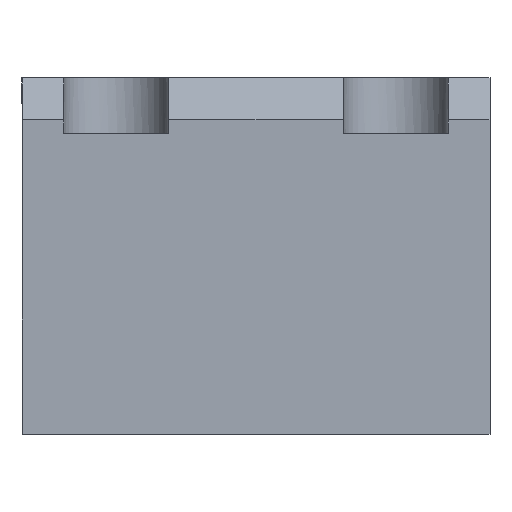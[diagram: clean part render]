
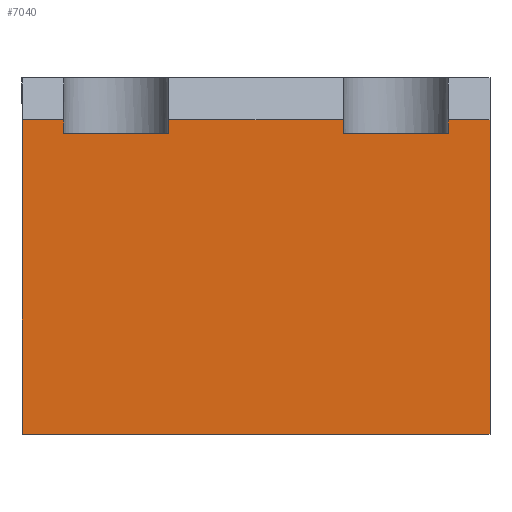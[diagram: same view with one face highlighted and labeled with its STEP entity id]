
A CAD part, front view. The second image highlights one B-rep face of the part: STEP entity #7040.
In plain terms, the highlighted free-form (B-spline) face has degree [1, 1] with [2, 2] control points.
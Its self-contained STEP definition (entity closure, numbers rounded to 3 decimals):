
#6130 = CARTESIAN_POINT ('', (21., 0., 45.));
#6140 = VERTEX_POINT ('', #6130);
#6150 = CARTESIAN_POINT ('', (21., 0., 43.));
#6160 = VERTEX_POINT ('', #6150);
#6170 = CARTESIAN_POINT ('', (21., 0., 45.));
#6180 = CARTESIAN_POINT ('', (21., 0., 43.));
#6190 = B_SPLINE_CURVE_WITH_KNOTS ('', 1, (#6170, #6180), .UNSPECIFIED., .F., .U., (2, 2), (0., 1.), .UNSPECIFIED.);
#6200 = EDGE_CURVE ('', #6140, #6160, #6190, .T.);
#6210 = ORIENTED_EDGE ('', *, *, #6200, .T.);
#6220 = CARTESIAN_POINT ('', (6., 0., 43.));
#6230 = VERTEX_POINT ('', #6220);
#6240 = CARTESIAN_POINT ('', (21., 0., 43.));
#6250 = CARTESIAN_POINT ('', (6., 0., 43.));
#6260 = B_SPLINE_CURVE_WITH_KNOTS ('', 1, (#6240, #6250), .UNSPECIFIED., .F., .U., (2, 2), (0., 1.), .UNSPECIFIED.);
#6270 = EDGE_CURVE ('', #6160, #6230, #6260, .T.);
#6280 = ORIENTED_EDGE ('', *, *, #6270, .T.);
#6290 = CARTESIAN_POINT ('', (6., 0., 45.));
#6300 = VERTEX_POINT ('', #6290);
#6310 = CARTESIAN_POINT ('', (6., 0., 43.));
#6320 = CARTESIAN_POINT ('', (6., 0., 45.));
#6330 = B_SPLINE_CURVE_WITH_KNOTS ('', 1, (#6310, #6320), .UNSPECIFIED., .F., .U., (2, 2), (0., 1.), .UNSPECIFIED.);
#6340 = EDGE_CURVE ('', #6230, #6300, #6330, .T.);
#6350 = ORIENTED_EDGE ('', *, *, #6340, .T.);
#6360 = CARTESIAN_POINT ('', (0., 0., 45.));
#6370 = VERTEX_POINT ('', #6360);
#6380 = CARTESIAN_POINT ('', (6., 0., 45.));
#6390 = CARTESIAN_POINT ('', (0., 0., 45.));
#6400 = B_SPLINE_CURVE_WITH_KNOTS ('', 1, (#6380, #6390), .UNSPECIFIED., .F., .U., (2, 2), (0., 1.), .UNSPECIFIED.);
#6410 = EDGE_CURVE ('', #6300, #6370, #6400, .T.);
#6420 = ORIENTED_EDGE ('', *, *, #6410, .T.);
#6430 = CARTESIAN_POINT ('', (0., 0., 0.));
#6440 = VERTEX_POINT ('', #6430);
#6450 = CARTESIAN_POINT ('', (0., 0., 45.));
#6460 = CARTESIAN_POINT ('', (0., 0., 0.));
#6470 = B_SPLINE_CURVE_WITH_KNOTS ('', 1, (#6450, #6460), .UNSPECIFIED., .F., .U., (2, 2), (0., 1.), .UNSPECIFIED.);
#6480 = EDGE_CURVE ('', #6370, #6440, #6470, .T.);
#6490 = ORIENTED_EDGE ('', *, *, #6480, .T.);
#6500 = CARTESIAN_POINT ('', (67., 0., 0.));
#6510 = VERTEX_POINT ('', #6500);
#6520 = CARTESIAN_POINT ('', (0., 0., 0.));
#6530 = CARTESIAN_POINT ('', (67., 0., 0.));
#6540 = B_SPLINE_CURVE_WITH_KNOTS ('', 1, (#6520, #6530), .UNSPECIFIED., .F., .U., (2, 2), (0., 1.), .UNSPECIFIED.);
#6550 = EDGE_CURVE ('', #6440, #6510, #6540, .T.);
#6560 = ORIENTED_EDGE ('', *, *, #6550, .T.);
#6570 = CARTESIAN_POINT ('', (67., 0., 45.));
#6580 = VERTEX_POINT ('', #6570);
#6590 = CARTESIAN_POINT ('', (67., 0., 0.));
#6600 = CARTESIAN_POINT ('', (67., 0., 45.));
#6610 = B_SPLINE_CURVE_WITH_KNOTS ('', 1, (#6590, #6600), .UNSPECIFIED., .F., .U., (2, 2), (0., 1.), .UNSPECIFIED.);
#6620 = EDGE_CURVE ('', #6510, #6580, #6610, .T.);
#6630 = ORIENTED_EDGE ('', *, *, #6620, .T.);
#6640 = CARTESIAN_POINT ('', (61., 0., 45.));
#6650 = VERTEX_POINT ('', #6640);
#6660 = CARTESIAN_POINT ('', (67., 0., 45.));
#6670 = CARTESIAN_POINT ('', (61., 0., 45.));
#6680 = B_SPLINE_CURVE_WITH_KNOTS ('', 1, (#6660, #6670), .UNSPECIFIED., .F., .U., (2, 2), (0., 1.), .UNSPECIFIED.);
#6690 = EDGE_CURVE ('', #6580, #6650, #6680, .T.);
#6700 = ORIENTED_EDGE ('', *, *, #6690, .T.);
#6710 = CARTESIAN_POINT ('', (61., 0., 43.));
#6720 = VERTEX_POINT ('', #6710);
#6730 = CARTESIAN_POINT ('', (61., 0., 45.));
#6740 = CARTESIAN_POINT ('', (61., 0., 43.));
#6750 = B_SPLINE_CURVE_WITH_KNOTS ('', 1, (#6730, #6740), .UNSPECIFIED., .F., .U., (2, 2), (0., 1.), .UNSPECIFIED.);
#6760 = EDGE_CURVE ('', #6650, #6720, #6750, .T.);
#6770 = ORIENTED_EDGE ('', *, *, #6760, .T.);
#6780 = CARTESIAN_POINT ('', (46., 0., 43.));
#6790 = VERTEX_POINT ('', #6780);
#6800 = CARTESIAN_POINT ('', (61., 0., 43.));
#6810 = CARTESIAN_POINT ('', (46., 0., 43.));
#6820 = B_SPLINE_CURVE_WITH_KNOTS ('', 1, (#6800, #6810), .UNSPECIFIED., .F., .U., (2, 2), (0., 1.), .UNSPECIFIED.);
#6830 = EDGE_CURVE ('', #6720, #6790, #6820, .T.);
#6840 = ORIENTED_EDGE ('', *, *, #6830, .T.);
#6850 = CARTESIAN_POINT ('', (46., 0., 45.));
#6860 = VERTEX_POINT ('', #6850);
#6870 = CARTESIAN_POINT ('', (46., 0., 43.));
#6880 = CARTESIAN_POINT ('', (46., 0., 45.));
#6890 = B_SPLINE_CURVE_WITH_KNOTS ('', 1, (#6870, #6880), .UNSPECIFIED., .F., .U., (2, 2), (0., 1.), .UNSPECIFIED.);
#6900 = EDGE_CURVE ('', #6790, #6860, #6890, .T.);
#6910 = ORIENTED_EDGE ('', *, *, #6900, .T.);
#6920 = CARTESIAN_POINT ('', (46., 0., 45.));
#6930 = CARTESIAN_POINT ('', (21., 0., 45.));
#6940 = B_SPLINE_CURVE_WITH_KNOTS ('', 1, (#6920, #6930), .UNSPECIFIED., .F., .U., (2, 2), (0., 1.), .UNSPECIFIED.);
#6950 = EDGE_CURVE ('', #6860, #6140, #6940, .T.);
#6960 = ORIENTED_EDGE ('', *, *, #6950, .T.);
#6970 = EDGE_LOOP ('', (#6210, #6280, #6350, #6420, #6490, #6560, #6630, #6700, #6770, #6840, #6910, #6960));
#6980 = FACE_OUTER_BOUND ('', #6970, .T.);
#6990 = CARTESIAN_POINT ('', (0., 0., 45.));
#7000 = CARTESIAN_POINT ('', (67., 0., 45.));
#7010 = CARTESIAN_POINT ('', (0., 0., 0.));
#7020 = CARTESIAN_POINT ('', (67., 0., 0.));
#7030 = B_SPLINE_SURFACE_WITH_KNOTS ('', 1, 1, ((#6990, #7000), (#7010, #7020)), .UNSPECIFIED., .F., .F., .U., (2, 2), (2, 2), (0., 1.), (0., 1.), .UNSPECIFIED.);
#7040 = ADVANCED_FACE ('', (#6980), #7030, .T.);
